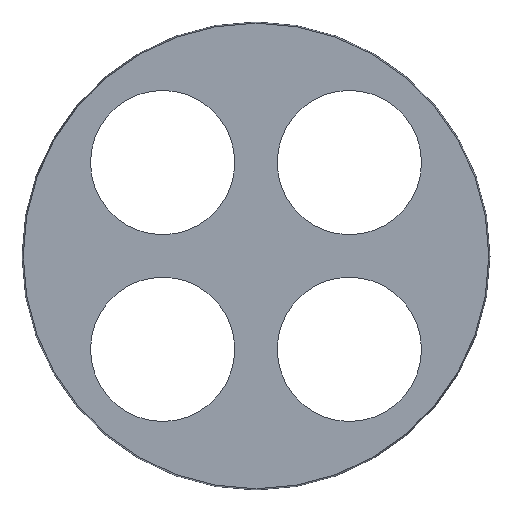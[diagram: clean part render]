
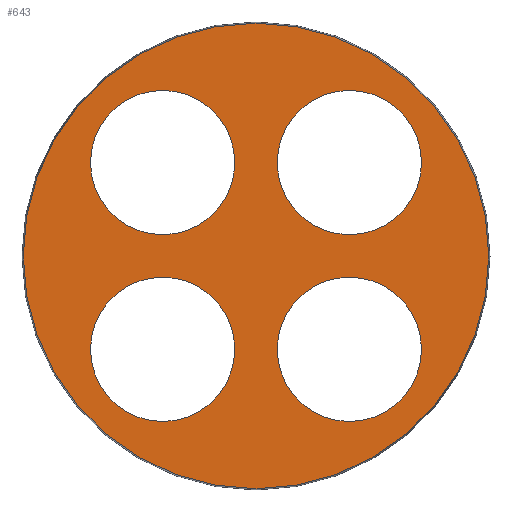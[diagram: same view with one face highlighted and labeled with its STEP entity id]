
A CAD part, top view. The second image highlights one B-rep face of the part: STEP entity #643.
In plain terms, the highlighted planar face has unit normal (0, 0, 1).
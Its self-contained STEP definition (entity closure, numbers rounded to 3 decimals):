
#643=ADVANCED_FACE('',(#1701,#1702,#1703,#1704,#1705),#1706,.T.);
#1701=FACE_BOUND('',#3844,.T.);
#1702=FACE_OUTER_BOUND('',#3845,.T.);
#1703=FACE_BOUND('',#3846,.T.);
#1704=FACE_BOUND('',#3847,.T.);
#1705=FACE_BOUND('',#3848,.T.);
#1706=PLANE('',#3849);
#3844=EDGE_LOOP('',(#6642));
#3845=EDGE_LOOP('',(#6643));
#3846=EDGE_LOOP('',(#6644));
#3847=EDGE_LOOP('',(#6645));
#3848=EDGE_LOOP('',(#6646));
#3849=AXIS2_PLACEMENT_3D('',#6647,#6648,#6649);
#6642=ORIENTED_EDGE('',*,*,#10921,.T.);
#6643=ORIENTED_EDGE('',*,*,#10922,.T.);
#6644=ORIENTED_EDGE('',*,*,#10923,.T.);
#6645=ORIENTED_EDGE('',*,*,#10924,.T.);
#6646=ORIENTED_EDGE('',*,*,#10919,.T.);
#6647=CARTESIAN_POINT('',(0.0,0.0,0.0));
#6648=DIRECTION('',(0.0,0.0,1.0));
#6649=DIRECTION('',(1.0,0.0,0.0));
#10919=EDGE_CURVE('',#12988,#12988,#12989,.T.);
#10921=EDGE_CURVE('',#12991,#12991,#12992,.T.);
#10922=EDGE_CURVE('',#12993,#12993,#12994,.T.);
#10923=EDGE_CURVE('',#12995,#12995,#12996,.T.);
#10924=EDGE_CURVE('',#12997,#12997,#12998,.T.);
#12988=VERTEX_POINT('',#16378);
#12989=CIRCLE('',#16379,7.676);
#12991=VERTEX_POINT('',#16381);
#12992=CIRCLE('',#16382,7.676);
#12993=VERTEX_POINT('',#16383);
#12994=CIRCLE('',#16384,24.769);
#12995=VERTEX_POINT('',#16385);
#12996=CIRCLE('',#16386,7.676);
#12997=VERTEX_POINT('',#16387);
#12998=CIRCLE('',#16388,7.676);
#16378=CARTESIAN_POINT('',(-9.935,-17.611,0.0));
#16379=AXIS2_PLACEMENT_3D('',#19926,#19927,#19928);
#16381=CARTESIAN_POINT('',(-9.935,2.26,0.0));
#16382=AXIS2_PLACEMENT_3D('',#19929,#19930,#19931);
#16383=CARTESIAN_POINT('',(24.769,0.0,0.0));
#16384=AXIS2_PLACEMENT_3D('',#19932,#19933,#19934);
#16385=CARTESIAN_POINT('',(9.936,-17.611,0.0));
#16386=AXIS2_PLACEMENT_3D('',#19935,#19936,#19937);
#16387=CARTESIAN_POINT('',(9.936,2.26,0.0));
#16388=AXIS2_PLACEMENT_3D('',#19938,#19939,#19940);
#19926=CARTESIAN_POINT('',(-9.935,-9.935,0.0));
#19927=DIRECTION('',(0.0,0.0,-1.0));
#19928=DIRECTION('',(0.0,-1.0,0.0));
#19929=CARTESIAN_POINT('',(-9.935,9.936,0.0));
#19930=DIRECTION('',(0.0,0.0,-1.0));
#19931=DIRECTION('',(0.0,-1.0,0.0));
#19932=CARTESIAN_POINT('',(0.0,0.0,0.0));
#19933=DIRECTION('',(0.0,0.0,1.0));
#19934=DIRECTION('',(1.0,0.0,0.0));
#19935=CARTESIAN_POINT('',(9.936,-9.935,0.0));
#19936=DIRECTION('',(0.0,0.0,-1.0));
#19937=DIRECTION('',(0.0,-1.0,0.0));
#19938=CARTESIAN_POINT('',(9.936,9.936,0.0));
#19939=DIRECTION('',(0.0,0.0,-1.0));
#19940=DIRECTION('',(0.0,-1.0,0.0));
